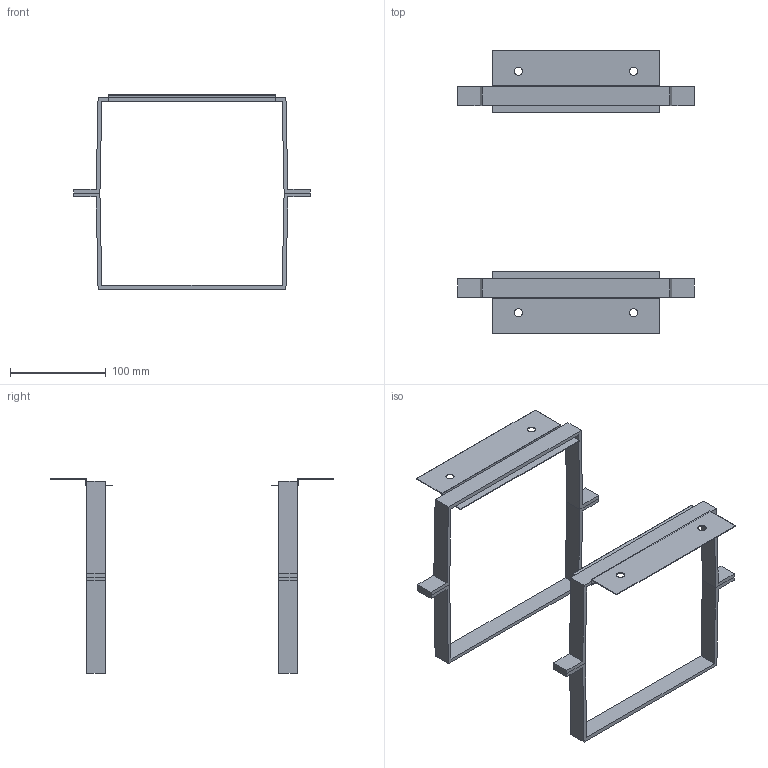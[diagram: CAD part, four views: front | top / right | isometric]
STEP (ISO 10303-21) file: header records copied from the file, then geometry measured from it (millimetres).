
FILE_DESCRIPTION (( 'STEP AP214' ), '1' );
FILE_NAME ('MSP-300-2-M Êîìïëåêò êðåïëåíèÿ íà ñòîëá äëÿ êîðïóñà ÙÓÐí-Ï.STEP', '2016-10-21T06:38:58', ( '' ), ( '' ), 'SwSTEP 2.0', 'SolidWorks 2014', '' );
FILE_SCHEMA (( 'AUTOMOTIVE_DESIGN' ));
Length unit declared in the file: millimetre
Products named in the file (1): MSP-300-2-M Êîìïëåêò êðåïëåíèÿ íà ñòîëá äëÿ êîðïóñà ÙÓÐí-Ï
Bounding box: 247 x 295.5 x 202.4 mm (x, y, z)
Volume: 155599.4 mm3; surface area: 132952.4 mm2
Topology: 6 solids, 6 shells, 84 faces, 216 edges, 144 vertices
Faces by surface type: plane 76, cylinder 8
Entity records: 2611 total; most frequent: CARTESIAN_POINT 445, ORIENTED_EDGE 432, DIRECTION 402, EDGE_CURVE 216, VECTOR 200, LINE 200, VERTEX_POINT 144, AXIS2_PLACEMENT_3D 101
